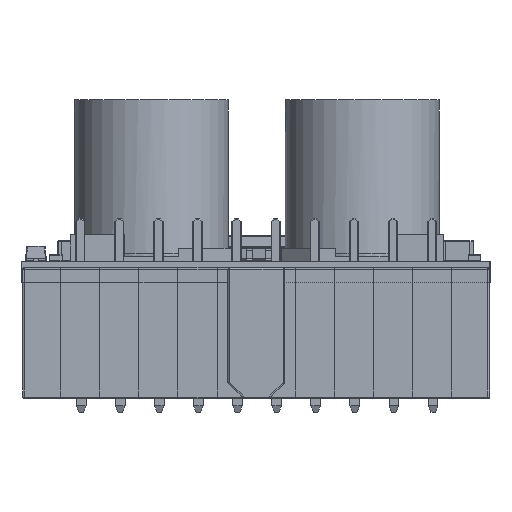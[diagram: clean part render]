
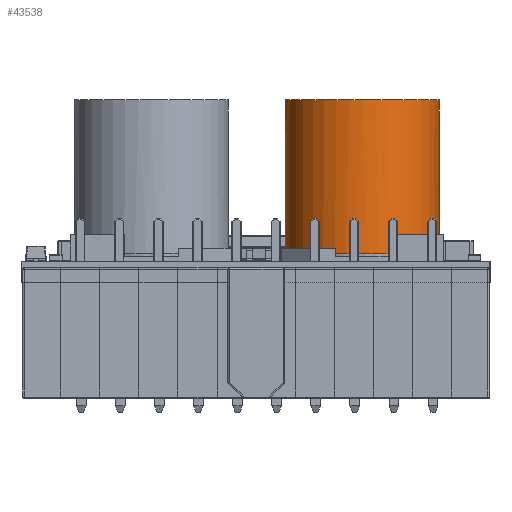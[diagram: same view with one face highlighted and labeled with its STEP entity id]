
A CAD part, left-side view. The second image highlights one B-rep face of the part: STEP entity #43538.
In plain terms, the highlighted cylindrical face has radius 5 mm (diameter 10 mm), a full revolution.
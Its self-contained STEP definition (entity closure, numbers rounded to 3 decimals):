
#43438 = EDGE_CURVE('',#43439,#43441,#43443,.T.);
#43439 = VERTEX_POINT('',#43440);
#43440 = CARTESIAN_POINT('',(5.,0.,0.499));
#43441 = VERTEX_POINT('',#43442);
#43442 = CARTESIAN_POINT('',(4.684,1.75,0.499));
#43443 = CIRCLE('',#43444,5.);
#43444 = AXIS2_PLACEMENT_3D('',#43445,#43446,#43447);
#43445 = CARTESIAN_POINT('',(0.,0.,0.499));
#43446 = DIRECTION('',(0.,0.,1.));
#43447 = DIRECTION('',(1.,0.,0.));
#43449 = EDGE_CURVE('',#43450,#43439,#43452,.T.);
#43450 = VERTEX_POINT('',#43451);
#43451 = CARTESIAN_POINT('',(4.684,-1.75,0.499));
#43452 = CIRCLE('',#43453,5.);
#43453 = AXIS2_PLACEMENT_3D('',#43454,#43455,#43456);
#43454 = CARTESIAN_POINT('',(0.,0.,0.499));
#43455 = DIRECTION('',(0.,0.,1.));
#43456 = DIRECTION('',(1.,0.,0.));
#43459 = VERTEX_POINT('',#43460);
#43460 = CARTESIAN_POINT('',(1.75,-4.684,0.499));
#43467 = EDGE_CURVE('',#43468,#43459,#43470,.T.);
#43468 = VERTEX_POINT('',#43469);
#43469 = CARTESIAN_POINT('',(-1.75,-4.684,0.499));
#43470 = CIRCLE('',#43471,5.);
#43471 = AXIS2_PLACEMENT_3D('',#43472,#43473,#43474);
#43472 = CARTESIAN_POINT('',(0.,0.,0.499));
#43473 = DIRECTION('',(0.,0.,1.));
#43474 = DIRECTION('',(1.,0.,0.));
#43477 = VERTEX_POINT('',#43478);
#43478 = CARTESIAN_POINT('',(-4.684,-1.75,0.499));
#43485 = EDGE_CURVE('',#43486,#43477,#43488,.T.);
#43486 = VERTEX_POINT('',#43487);
#43487 = CARTESIAN_POINT('',(-4.684,1.75,0.499));
#43488 = CIRCLE('',#43489,5.);
#43489 = AXIS2_PLACEMENT_3D('',#43490,#43491,#43492);
#43490 = CARTESIAN_POINT('',(0.,0.,0.499));
#43491 = DIRECTION('',(0.,0.,1.));
#43492 = DIRECTION('',(1.,0.,0.));
#43495 = VERTEX_POINT('',#43496);
#43496 = CARTESIAN_POINT('',(-1.75,4.684,0.499));
#43503 = EDGE_CURVE('',#43504,#43495,#43506,.T.);
#43504 = VERTEX_POINT('',#43505);
#43505 = CARTESIAN_POINT('',(1.75,4.684,0.499));
#43506 = CIRCLE('',#43507,5.);
#43507 = AXIS2_PLACEMENT_3D('',#43508,#43509,#43510);
#43508 = CARTESIAN_POINT('',(0.,0.,0.499));
#43509 = DIRECTION('',(0.,0.,1.));
#43510 = DIRECTION('',(1.,0.,0.));
#43538 = ADVANCED_FACE('',(#43539),#43654,.T.);
#43539 = FACE_BOUND('',#43540,.T.);
#43540 = EDGE_LOOP('',(#43541,#43549,#43550,#43558,#43567,#43573,#43574,
    #43582,#43591,#43597,#43598,#43606,#43615,#43621,#43622,#43630,
    #43639,#43645,#43646,#43647));
#43541 = ORIENTED_EDGE('',*,*,#43542,.F.);
#43542 = EDGE_CURVE('',#43439,#43543,#43545,.T.);
#43543 = VERTEX_POINT('',#43544);
#43544 = CARTESIAN_POINT('',(5.,0.,10.499));
#43545 = LINE('',#43546,#43547);
#43546 = CARTESIAN_POINT('',(5.,0.,0.499));
#43547 = VECTOR('',#43548,1.);
#43548 = DIRECTION('',(0.,0.,1.));
#43549 = ORIENTED_EDGE('',*,*,#43438,.T.);
#43550 = ORIENTED_EDGE('',*,*,#43551,.T.);
#43551 = EDGE_CURVE('',#43441,#43552,#43554,.T.);
#43552 = VERTEX_POINT('',#43553);
#43553 = CARTESIAN_POINT('',(4.684,1.75,1.75));
#43554 = LINE('',#43555,#43556);
#43555 = CARTESIAN_POINT('',(4.684,1.75,0.35));
#43556 = VECTOR('',#43557,1.);
#43557 = DIRECTION('',(0.,0.,1.));
#43558 = ORIENTED_EDGE('',*,*,#43559,.T.);
#43559 = EDGE_CURVE('',#43552,#43560,#43562,.T.);
#43560 = VERTEX_POINT('',#43561);
#43561 = CARTESIAN_POINT('',(1.75,4.684,1.75));
#43562 = CIRCLE('',#43563,5.);
#43563 = AXIS2_PLACEMENT_3D('',#43564,#43565,#43566);
#43564 = CARTESIAN_POINT('',(0.,0.,1.75));
#43565 = DIRECTION('',(0.,0.,1.));
#43566 = DIRECTION('',(1.,0.,0.));
#43567 = ORIENTED_EDGE('',*,*,#43568,.F.);
#43568 = EDGE_CURVE('',#43504,#43560,#43569,.T.);
#43569 = LINE('',#43570,#43571);
#43570 = CARTESIAN_POINT('',(1.75,4.684,0.35));
#43571 = VECTOR('',#43572,1.);
#43572 = DIRECTION('',(0.,0.,1.));
#43573 = ORIENTED_EDGE('',*,*,#43503,.T.);
#43574 = ORIENTED_EDGE('',*,*,#43575,.T.);
#43575 = EDGE_CURVE('',#43495,#43576,#43578,.T.);
#43576 = VERTEX_POINT('',#43577);
#43577 = CARTESIAN_POINT('',(-1.75,4.684,0.875));
#43578 = LINE('',#43579,#43580);
#43579 = CARTESIAN_POINT('',(-1.75,4.684,0.35));
#43580 = VECTOR('',#43581,1.);
#43581 = DIRECTION('',(0.,0.,1.));
#43582 = ORIENTED_EDGE('',*,*,#43583,.T.);
#43583 = EDGE_CURVE('',#43576,#43584,#43586,.T.);
#43584 = VERTEX_POINT('',#43585);
#43585 = CARTESIAN_POINT('',(-4.684,1.75,0.875));
#43586 = CIRCLE('',#43587,5.);
#43587 = AXIS2_PLACEMENT_3D('',#43588,#43589,#43590);
#43588 = CARTESIAN_POINT('',(0.,0.,0.875));
#43589 = DIRECTION('',(0.,0.,1.));
#43590 = DIRECTION('',(1.,0.,0.));
#43591 = ORIENTED_EDGE('',*,*,#43592,.F.);
#43592 = EDGE_CURVE('',#43486,#43584,#43593,.T.);
#43593 = LINE('',#43594,#43595);
#43594 = CARTESIAN_POINT('',(-4.684,1.75,0.35));
#43595 = VECTOR('',#43596,1.);
#43596 = DIRECTION('',(0.,0.,1.));
#43597 = ORIENTED_EDGE('',*,*,#43485,.T.);
#43598 = ORIENTED_EDGE('',*,*,#43599,.T.);
#43599 = EDGE_CURVE('',#43477,#43600,#43602,.T.);
#43600 = VERTEX_POINT('',#43601);
#43601 = CARTESIAN_POINT('',(-4.684,-1.75,0.875));
#43602 = LINE('',#43603,#43604);
#43603 = CARTESIAN_POINT('',(-4.684,-1.75,0.35));
#43604 = VECTOR('',#43605,1.);
#43605 = DIRECTION('',(0.,0.,1.));
#43606 = ORIENTED_EDGE('',*,*,#43607,.T.);
#43607 = EDGE_CURVE('',#43600,#43608,#43610,.T.);
#43608 = VERTEX_POINT('',#43609);
#43609 = CARTESIAN_POINT('',(-1.75,-4.684,0.875));
#43610 = CIRCLE('',#43611,5.);
#43611 = AXIS2_PLACEMENT_3D('',#43612,#43613,#43614);
#43612 = CARTESIAN_POINT('',(0.,0.,0.875));
#43613 = DIRECTION('',(0.,0.,1.));
#43614 = DIRECTION('',(1.,0.,0.));
#43615 = ORIENTED_EDGE('',*,*,#43616,.F.);
#43616 = EDGE_CURVE('',#43468,#43608,#43617,.T.);
#43617 = LINE('',#43618,#43619);
#43618 = CARTESIAN_POINT('',(-1.75,-4.684,0.35));
#43619 = VECTOR('',#43620,1.);
#43620 = DIRECTION('',(0.,0.,1.));
#43621 = ORIENTED_EDGE('',*,*,#43467,.T.);
#43622 = ORIENTED_EDGE('',*,*,#43623,.T.);
#43623 = EDGE_CURVE('',#43459,#43624,#43626,.T.);
#43624 = VERTEX_POINT('',#43625);
#43625 = CARTESIAN_POINT('',(1.75,-4.684,1.75));
#43626 = LINE('',#43627,#43628);
#43627 = CARTESIAN_POINT('',(1.75,-4.684,0.35));
#43628 = VECTOR('',#43629,1.);
#43629 = DIRECTION('',(0.,0.,1.));
#43630 = ORIENTED_EDGE('',*,*,#43631,.T.);
#43631 = EDGE_CURVE('',#43624,#43632,#43634,.T.);
#43632 = VERTEX_POINT('',#43633);
#43633 = CARTESIAN_POINT('',(4.684,-1.75,1.75));
#43634 = CIRCLE('',#43635,5.);
#43635 = AXIS2_PLACEMENT_3D('',#43636,#43637,#43638);
#43636 = CARTESIAN_POINT('',(0.,0.,1.75));
#43637 = DIRECTION('',(0.,0.,1.));
#43638 = DIRECTION('',(1.,0.,0.));
#43639 = ORIENTED_EDGE('',*,*,#43640,.F.);
#43640 = EDGE_CURVE('',#43450,#43632,#43641,.T.);
#43641 = LINE('',#43642,#43643);
#43642 = CARTESIAN_POINT('',(4.684,-1.75,0.35));
#43643 = VECTOR('',#43644,1.);
#43644 = DIRECTION('',(0.,0.,1.));
#43645 = ORIENTED_EDGE('',*,*,#43449,.T.);
#43646 = ORIENTED_EDGE('',*,*,#43542,.T.);
#43647 = ORIENTED_EDGE('',*,*,#43648,.F.);
#43648 = EDGE_CURVE('',#43543,#43543,#43649,.T.);
#43649 = CIRCLE('',#43650,5.);
#43650 = AXIS2_PLACEMENT_3D('',#43651,#43652,#43653);
#43651 = CARTESIAN_POINT('',(0.,0.,10.499));
#43652 = DIRECTION('',(0.,0.,1.));
#43653 = DIRECTION('',(1.,0.,0.));
#43654 = CYLINDRICAL_SURFACE('',#43655,5.);
#43655 = AXIS2_PLACEMENT_3D('',#43656,#43657,#43658);
#43656 = CARTESIAN_POINT('',(0.,0.,0.499));
#43657 = DIRECTION('',(0.,0.,1.));
#43658 = DIRECTION('',(1.,0.,0.));
